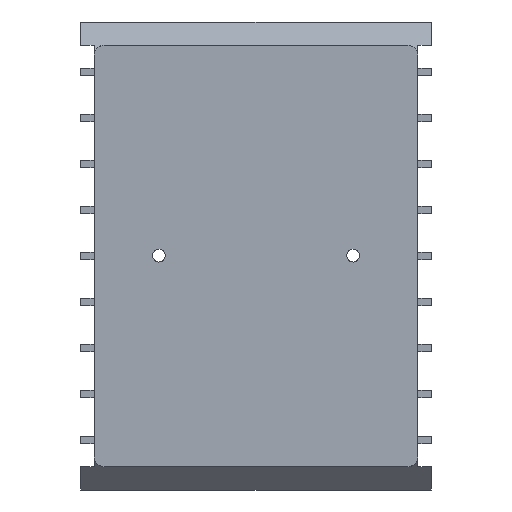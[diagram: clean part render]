
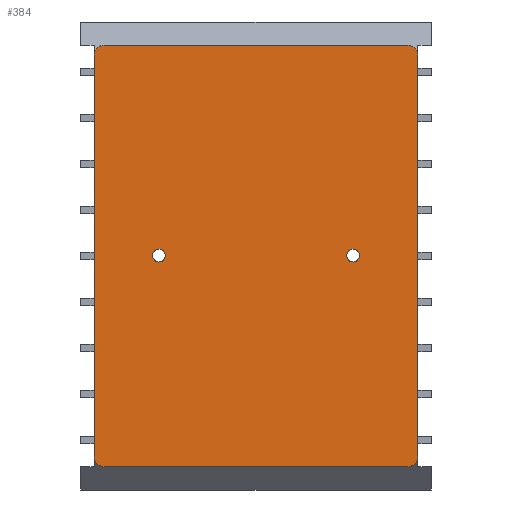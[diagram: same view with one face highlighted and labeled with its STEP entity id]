
A CAD part, front view. The second image highlights one B-rep face of the part: STEP entity #384.
In plain terms, the highlighted planar face has unit normal (0, -1, 0).
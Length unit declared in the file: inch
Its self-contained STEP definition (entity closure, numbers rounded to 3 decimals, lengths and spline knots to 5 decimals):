
#98 = CARTESIAN_POINT ( 'NONE',  ( 0.98, -0.94488, -0.06098 ) ) ;
#131 = CARTESIAN_POINT ( 'NONE',  ( -0.98, -0.94488, 0.06902 ) ) ;
#137 = CARTESIAN_POINT ( 'NONE',  ( -0.98, -0.94488, -0.06098 ) ) ;
#138 = CARTESIAN_POINT ( 'NONE',  ( 0.98, -0.94488, 0.06902 ) ) ;
#162 = CARTESIAN_POINT ( 'NONE',  ( -1.53386, -0.94488, 2.12598 ) ) ;
#163 = CARTESIAN_POINT ( 'NONE',  ( 1.53386, -0.94488, 2.12598 ) ) ;
#199 = CARTESIAN_POINT ( 'NONE',  ( 1.63386, -0.94488, 2.02598 ) ) ;
#200 = CARTESIAN_POINT ( 'NONE',  ( 1.63386, -0.94488, -2.02598 ) ) ;
#211 = CARTESIAN_POINT ( 'NONE',  ( -1.63386, -0.94488, -2.02598 ) ) ;
#212 = CARTESIAN_POINT ( 'NONE',  ( -1.63386, -0.94488, 2.02598 ) ) ;
#217 = CARTESIAN_POINT ( 'NONE',  ( 1.53386, -0.94488, -2.12598 ) ) ;
#218 = CARTESIAN_POINT ( 'NONE',  ( -1.53386, -0.94488, -2.12598 ) ) ;
#384 = ADVANCED_FACE ( 'NONE', ( #2335, #2341, #2332 ), #2331, .F. ) ;
#623 = EDGE_CURVE ( 'NONE', #2569, #2559, #1201, .T. ) ;
#633 = EDGE_CURVE ( 'NONE', #2560, #2568, #1186, .T. ) ;
#660 = EDGE_CURVE ( 'NONE', #2593, #2594, #1781, .T. ) ;
#706 = EDGE_CURVE ( 'NONE', #2630, #2631, #1653, .T. ) ;
#725 = EDGE_CURVE ( 'NONE', #2642, #2643, #1586, .T. ) ;
#740 = EDGE_CURVE ( 'NONE', #2648, #2649, #1551, .T. ) ;
#742 = EDGE_CURVE ( 'NONE', #2559, #2569, #1510, .T. ) ;
#743 = EDGE_CURVE ( 'NONE', #2568, #2560, #1509, .T. ) ;
#744 = EDGE_CURVE ( 'NONE', #2648, #2631, #1507, .T. ) ;
#745 = EDGE_CURVE ( 'NONE', #2630, #2594, #1337, .T. ) ;
#746 = EDGE_CURVE ( 'NONE', #2593, #2643, #1503, .T. ) ;
#747 = EDGE_CURVE ( 'NONE', #2642, #2649, #1501, .T. ) ;
#944 = DIRECTION ( 'NONE',  ( 0., 0., 1. ) ) ;
#945 = DIRECTION ( 'NONE',  ( 0., -1., 0. ) ) ;
#946 = CARTESIAN_POINT ( 'NONE',  ( -1.53386, -0.94488, -2.02598 ) ) ;
#949 = DIRECTION ( 'NONE',  ( 0., 0., 1. ) ) ;
#950 = DIRECTION ( 'NONE',  ( 0., -1., 0. ) ) ;
#951 = CARTESIAN_POINT ( 'NONE',  ( -1.53386, -0.94488, 2.02598 ) ) ;
#953 = DIRECTION ( 'NONE',  ( 0., 0., 1. ) ) ;
#954 = DIRECTION ( 'NONE',  ( 0., -1., 0. ) ) ;
#955 = CARTESIAN_POINT ( 'NONE',  ( 1.53386, -0.94488, 2.02598 ) ) ;
#957 = DIRECTION ( 'NONE',  ( 0., 0., 1. ) ) ;
#958 = DIRECTION ( 'NONE',  ( 0., -1., 0. ) ) ;
#959 = CARTESIAN_POINT ( 'NONE',  ( 1.53386, -0.94488, -2.02598 ) ) ;
#960 = DIRECTION ( 'NONE',  ( 0., 0., -1. ) ) ;
#961 = DIRECTION ( 'NONE',  ( 0., -1., 0. ) ) ;
#962 = CARTESIAN_POINT ( 'NONE',  ( -0.98, -0.94488, 0.00402 ) ) ;
#1087 = VECTOR ( 'NONE', #1584, 39.37008 ) ;
#1105 = VECTOR ( 'NONE', #1640, 39.37008 ) ;
#1154 = VECTOR ( 'NONE', #1779, 39.37008 ) ;
#1184 = AXIS2_PLACEMENT_3D ( 'NONE', #3344, #3343, #3342 ) ;
#1186 = CIRCLE ( 'NONE', #1184, 0.065 ) ;
#1199 = AXIS2_PLACEMENT_3D ( 'NONE', #1882, #1881, #1880 ) ;
#1201 = CIRCLE ( 'NONE', #1199, 0.065 ) ;
#1305 = AXIS2_PLACEMENT_3D ( 'NONE', #2334, #2339, #2330 ) ;
#1337 = CIRCLE ( 'NONE', #1502, 0.1 ) ;
#1339 = VECTOR ( 'NONE', #1541, 39.37008 ) ;
#1498 = AXIS2_PLACEMENT_3D ( 'NONE', #946, #945, #944 ) ;
#1500 = AXIS2_PLACEMENT_3D ( 'NONE', #951, #950, #949 ) ;
#1501 = CIRCLE ( 'NONE', #1498, 0.1 ) ;
#1502 = AXIS2_PLACEMENT_3D ( 'NONE', #955, #954, #953 ) ;
#1503 = CIRCLE ( 'NONE', #1500, 0.1 ) ;
#1504 = AXIS2_PLACEMENT_3D ( 'NONE', #959, #958, #957 ) ;
#1506 = AXIS2_PLACEMENT_3D ( 'NONE', #962, #961, #960 ) ;
#1507 = CIRCLE ( 'NONE', #1504, 0.1 ) ;
#1508 = AXIS2_PLACEMENT_3D ( 'NONE', #1537, #1536, #1535 ) ;
#1509 = CIRCLE ( 'NONE', #1506, 0.065 ) ;
#1510 = CIRCLE ( 'NONE', #1508, 0.065 ) ;
#1535 = DIRECTION ( 'NONE',  ( 0., 0., -1. ) ) ;
#1536 = DIRECTION ( 'NONE',  ( 0., -1., 0. ) ) ;
#1537 = CARTESIAN_POINT ( 'NONE',  ( 0.98, -0.94488, 0.00402 ) ) ;
#1541 = DIRECTION ( 'NONE',  ( -1., 0., 0. ) ) ;
#1542 = CARTESIAN_POINT ( 'NONE',  ( -1.63386, -0.94488, -2.12598 ) ) ;
#1551 = LINE ( 'NONE', #1542, #1339 ) ;
#1584 = DIRECTION ( 'NONE',  ( 0., 0., 1. ) ) ;
#1585 = CARTESIAN_POINT ( 'NONE',  ( -1.63386, -0.94488, -2.12598 ) ) ;
#1586 = LINE ( 'NONE', #1585, #1087 ) ;
#1640 = DIRECTION ( 'NONE',  ( 0., 0., -1. ) ) ;
#1653 = LINE ( 'NONE', #1656, #1105 ) ;
#1656 = CARTESIAN_POINT ( 'NONE',  ( 1.63386, -0.94488, -2.12598 ) ) ;
#1779 = DIRECTION ( 'NONE',  ( 1., 0., 0. ) ) ;
#1780 = CARTESIAN_POINT ( 'NONE',  ( -1.63386, -0.94488, 2.12598 ) ) ;
#1781 = LINE ( 'NONE', #1780, #1154 ) ;
#1880 = DIRECTION ( 'NONE',  ( 0., 0., -1. ) ) ;
#1881 = DIRECTION ( 'NONE',  ( 0., -1., 0. ) ) ;
#1882 = CARTESIAN_POINT ( 'NONE',  ( 0.98, -0.94488, 0.00402 ) ) ;
#2330 = DIRECTION ( 'NONE',  ( 0., 0., 1. ) ) ;
#2331 = PLANE ( 'NONE',  #1305 ) ;
#2332 = FACE_OUTER_BOUND ( 'NONE', #2453, .T. ) ;
#2334 = CARTESIAN_POINT ( 'NONE',  ( 1.63386, -0.94488, 2.12598 ) ) ;
#2335 = FACE_BOUND ( 'NONE', #2490, .T. ) ;
#2339 = DIRECTION ( 'NONE',  ( 0., 1., 0. ) ) ;
#2341 = FACE_BOUND ( 'NONE', #2454, .T. ) ;
#2453 = EDGE_LOOP ( 'NONE', ( #3146, #3147, #3148, #3149, #3150, #3151, #3152, #3153 ) ) ;
#2454 = EDGE_LOOP ( 'NONE', ( #3144, #3145 ) ) ;
#2490 = EDGE_LOOP ( 'NONE', ( #3142, #3143 ) ) ;
#2559 = VERTEX_POINT ( 'NONE', #98 ) ;
#2560 = VERTEX_POINT ( 'NONE', #131 ) ;
#2568 = VERTEX_POINT ( 'NONE', #137 ) ;
#2569 = VERTEX_POINT ( 'NONE', #138 ) ;
#2593 = VERTEX_POINT ( 'NONE', #162 ) ;
#2594 = VERTEX_POINT ( 'NONE', #163 ) ;
#2630 = VERTEX_POINT ( 'NONE', #199 ) ;
#2631 = VERTEX_POINT ( 'NONE', #200 ) ;
#2642 = VERTEX_POINT ( 'NONE', #211 ) ;
#2643 = VERTEX_POINT ( 'NONE', #212 ) ;
#2648 = VERTEX_POINT ( 'NONE', #217 ) ;
#2649 = VERTEX_POINT ( 'NONE', #218 ) ;
#3142 = ORIENTED_EDGE ( 'NONE', *, *, #742, .F. ) ;
#3143 = ORIENTED_EDGE ( 'NONE', *, *, #623, .F. ) ;
#3144 = ORIENTED_EDGE ( 'NONE', *, *, #743, .F. ) ;
#3145 = ORIENTED_EDGE ( 'NONE', *, *, #633, .F. ) ;
#3146 = ORIENTED_EDGE ( 'NONE', *, *, #740, .F. ) ;
#3147 = ORIENTED_EDGE ( 'NONE', *, *, #744, .T. ) ;
#3148 = ORIENTED_EDGE ( 'NONE', *, *, #706, .F. ) ;
#3149 = ORIENTED_EDGE ( 'NONE', *, *, #745, .T. ) ;
#3150 = ORIENTED_EDGE ( 'NONE', *, *, #660, .F. ) ;
#3151 = ORIENTED_EDGE ( 'NONE', *, *, #746, .T. ) ;
#3152 = ORIENTED_EDGE ( 'NONE', *, *, #725, .F. ) ;
#3153 = ORIENTED_EDGE ( 'NONE', *, *, #747, .T. ) ;
#3342 = DIRECTION ( 'NONE',  ( 0., 0., -1. ) ) ;
#3343 = DIRECTION ( 'NONE',  ( 0., -1., 0. ) ) ;
#3344 = CARTESIAN_POINT ( 'NONE',  ( -0.98, -0.94488, 0.00402 ) ) ;
